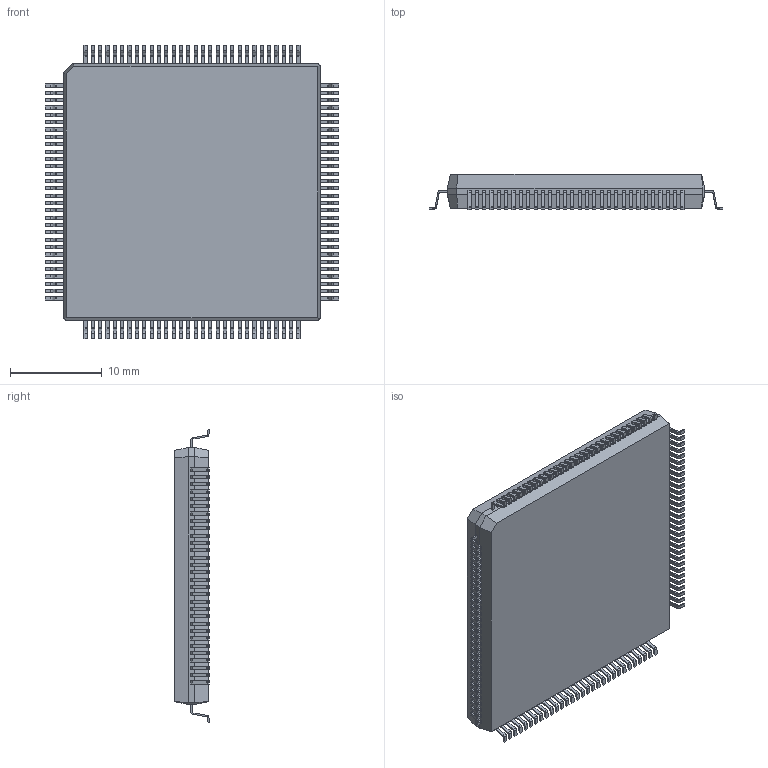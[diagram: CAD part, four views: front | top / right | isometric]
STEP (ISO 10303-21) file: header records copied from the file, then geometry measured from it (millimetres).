
FILE_DESCRIPTION((''),'2;1');
FILE_NAME('PQFP120_P0-8_L28_W28','2019-08-29T',('Dragos'),(''),'PRO/ENGINEER BY PARAMETRIC TECHNOLOGY CORPORATION, 2004440','PRO/ENGINEER BY PARAMETRIC TECHNOLOGY CORPORATION, 2004440','');
FILE_SCHEMA(('AUTOMOTIVE_DESIGN { 1 0 10303 214 1 1 1 1 }'));
Products named in the file (1): PQFP120_P0-8_L28_W28
Bounding box: 32 x 3.8 x 32 mm (x, y, z)
Volume: 2869.7 mm3; surface area: 2332.1 mm2
Topology: 1 solids, 1 shells, 1791 faces, 4953 edges, 3298 vertices
Faces by surface type: plane 1309, cylinder 482
Entity records: 72148 total; most frequent: CARTESIAN_POINT 10042, ORIENTED_EDGE 9904, DIRECTION 9501, PRESENTATION_STYLE_ASSIGNMENT 4988, STYLED_ITEM 4955, CURVE_STYLE 4954, EDGE_CURVE 4952, VECTOR 3989
